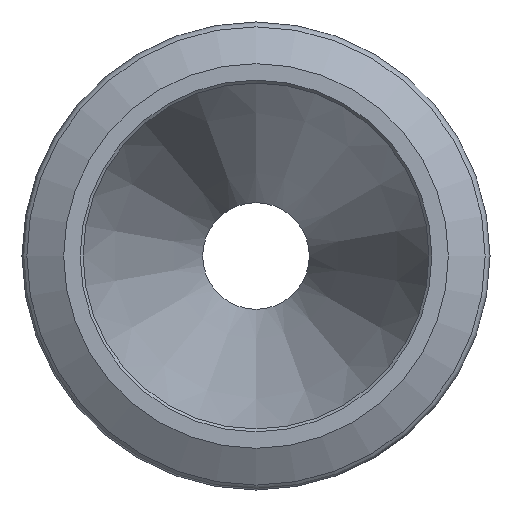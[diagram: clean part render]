
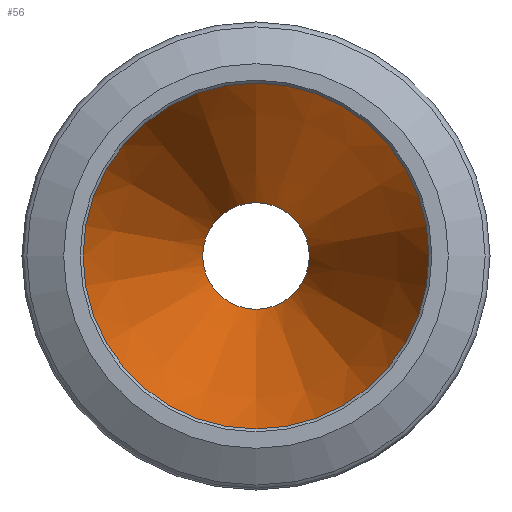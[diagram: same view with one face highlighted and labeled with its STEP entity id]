
A CAD part, left-side view. The second image highlights one B-rep face of the part: STEP entity #56.
In plain terms, the highlighted conical face has half-angle 19.963 degrees and reference radius 5.5 mm.
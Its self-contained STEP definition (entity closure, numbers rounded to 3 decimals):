
#45=CONICAL_SURFACE('',#234,5.5,19.963);
#56=ADVANCED_FACE('',(#82,#83),#45,.F.);
#82=FACE_BOUND('',#114,.T.);
#83=FACE_BOUND('',#115,.T.);
#114=EDGE_LOOP('',(#146));
#115=EDGE_LOOP('',(#147));
#146=ORIENTED_EDGE('',*,*,#192,.T.);
#147=ORIENTED_EDGE('',*,*,#191,.F.);
#175=VERTEX_POINT('',#344);
#176=VERTEX_POINT('',#347);
#191=EDGE_CURVE('',#175,#175,#207,.T.);
#192=EDGE_CURVE('',#176,#176,#208,.T.);
#207=CIRCLE('',#231,5.5);
#208=CIRCLE('',#233,17.85);
#231=AXIS2_PLACEMENT_3D('',#343,#285,#286);
#233=AXIS2_PLACEMENT_3D('',#346,#289,#290);
#234=AXIS2_PLACEMENT_3D('',#348,#291,#292);
#285=DIRECTION('',(-1.,0.,0.));
#286=DIRECTION('',(0.,0.,1.));
#289=DIRECTION('',(-1.,0.,0.));
#290=DIRECTION('',(0.,0.,1.));
#291=DIRECTION('',(-1.,0.,0.));
#292=DIRECTION('',(0.,0.,1.));
#343=CARTESIAN_POINT('',(46.,0.,0.));
#344=CARTESIAN_POINT('',(46.,0.,5.5));
#346=CARTESIAN_POINT('',(12.,0.,0.));
#347=CARTESIAN_POINT('',(12.,0.,17.85));
#348=CARTESIAN_POINT('',(46.,0.,0.));
